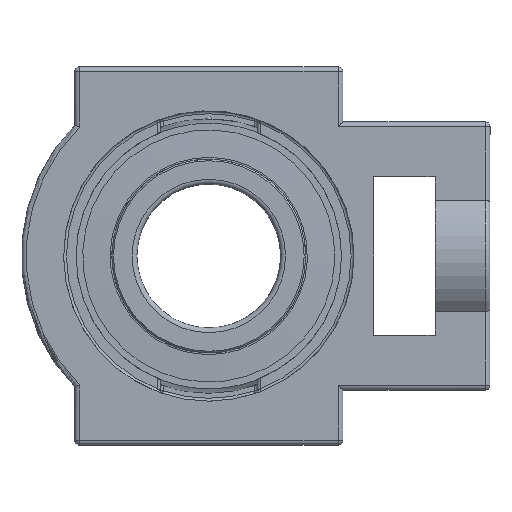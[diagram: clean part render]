
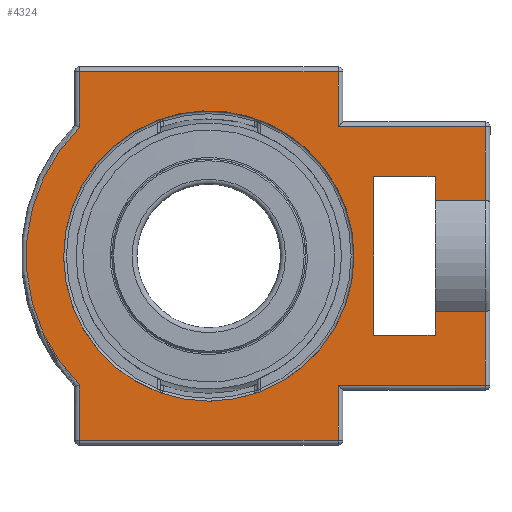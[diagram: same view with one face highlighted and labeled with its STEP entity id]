
A CAD part, left-side view. The second image highlights one B-rep face of the part: STEP entity #4324.
In plain terms, the highlighted face is planar.
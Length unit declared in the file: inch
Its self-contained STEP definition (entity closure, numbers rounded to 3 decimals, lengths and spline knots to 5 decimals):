
#975=VECTOR('',#5056,1.);
#1009=VECTOR('',#5207,1.);
#1010=VECTOR('',#5210,1.);
#1013=VECTOR('',#5220,1.);
#1014=VECTOR('',#5225,1.);
#1016=VECTOR('',#5234,1.);
#1021=VECTOR('',#5245,1.);
#1025=VECTOR('',#5255,1.);
#1028=VECTOR('',#5264,1.);
#1033=VECTOR('',#5275,1.);
#1040=VECTOR('',#5289,1.);
#1041=VECTOR('',#5290,1.);
#1042=VECTOR('',#5291,1.);
#1043=VECTOR('',#5292,1.);
#1044=VECTOR('',#5293,1.);
#1045=VECTOR('',#5294,1.);
#1210=LINE('',#6469,#975);
#1244=LINE('',#6664,#1009);
#1245=LINE('',#6681,#1010);
#1248=LINE('',#6689,#1013);
#1249=LINE('',#6693,#1014);
#1251=LINE('',#6715,#1016);
#1256=LINE('',#6725,#1021);
#1260=LINE('',#6734,#1025);
#1263=LINE('',#6742,#1028);
#1268=LINE('',#6769,#1033);
#1275=LINE('',#6802,#1040);
#1276=LINE('',#6804,#1041);
#1277=LINE('',#6806,#1042);
#1278=LINE('',#6808,#1043);
#1279=LINE('',#6810,#1044);
#1280=LINE('',#6813,#1045);
#1530=PLANE('',#4653);
#1629=VERTEX_POINT('',#6434);
#1632=VERTEX_POINT('',#6443);
#1634=VERTEX_POINT('',#6448);
#1638=VERTEX_POINT('',#6457);
#1640=VERTEX_POINT('',#6462);
#1643=VERTEX_POINT('',#6470);
#1644=VERTEX_POINT('',#6474);
#1647=VERTEX_POINT('',#6481);
#1689=VERTEX_POINT('',#6665);
#1691=VERTEX_POINT('',#6690);
#1692=VERTEX_POINT('',#6694);
#1700=VERTEX_POINT('',#6743);
#1705=VERTEX_POINT('',#6770);
#1712=VERTEX_POINT('',#6803);
#1713=VERTEX_POINT('',#6805);
#1714=VERTEX_POINT('',#6807);
#1715=VERTEX_POINT('',#6809);
#1716=VERTEX_POINT('',#6811);
#1717=VERTEX_POINT('',#6812);
#1970=CIRCLE('',#4546,1.76848);
#2021=CIRCLE('',#4650,2.22441);
#2187=EDGE_CURVE('',#1629,#1629,#1970,.T.);
#2201=EDGE_CURVE('',#1640,#1643,#1210,.T.);
#2272=EDGE_CURVE('',#1647,#1689,#1244,.T.);
#2274=EDGE_CURVE('',#1643,#1647,#1245,.T.);
#2279=EDGE_CURVE('',#1644,#1691,#1248,.T.);
#2281=EDGE_CURVE('',#1692,#1644,#1249,.T.);
#2286=EDGE_CURVE('',#1691,#1638,#1251,.T.);
#2292=EDGE_CURVE('',#1634,#1640,#1256,.T.);
#2297=EDGE_CURVE('',#1638,#1632,#1260,.T.);
#2301=EDGE_CURVE('',#1700,#1634,#1263,.T.);
#2308=EDGE_CURVE('',#1632,#1705,#1268,.T.);
#2310=EDGE_CURVE('',#1705,#1700,#2021,.T.);
#2319=EDGE_CURVE('',#1692,#1712,#1275,.T.);
#2320=EDGE_CURVE('',#1713,#1712,#1276,.T.);
#2321=EDGE_CURVE('',#1714,#1713,#1277,.T.);
#2322=EDGE_CURVE('',#1715,#1714,#1278,.T.);
#2323=EDGE_CURVE('',#1716,#1715,#1279,.T.);
#2324=EDGE_CURVE('',#1717,#1716,#1276,.T.);
#2325=EDGE_CURVE('',#1717,#1689,#1280,.T.);
#2986=ORIENTED_EDGE('',*,*,#2272,.F.);
#2987=ORIENTED_EDGE('',*,*,#2274,.F.);
#2988=ORIENTED_EDGE('',*,*,#2201,.F.);
#2989=ORIENTED_EDGE('',*,*,#2292,.F.);
#2990=ORIENTED_EDGE('',*,*,#2301,.F.);
#2991=ORIENTED_EDGE('',*,*,#2310,.F.);
#2992=ORIENTED_EDGE('',*,*,#2308,.F.);
#2993=ORIENTED_EDGE('',*,*,#2297,.F.);
#2994=ORIENTED_EDGE('',*,*,#2286,.F.);
#2995=ORIENTED_EDGE('',*,*,#2279,.F.);
#2996=ORIENTED_EDGE('',*,*,#2281,.F.);
#2997=ORIENTED_EDGE('',*,*,#2319,.T.);
#2998=ORIENTED_EDGE('',*,*,#2320,.F.);
#2999=ORIENTED_EDGE('',*,*,#2321,.F.);
#3000=ORIENTED_EDGE('',*,*,#2322,.F.);
#3001=ORIENTED_EDGE('',*,*,#2323,.F.);
#3002=ORIENTED_EDGE('',*,*,#2324,.F.);
#3003=ORIENTED_EDGE('',*,*,#2325,.T.);
#3004=ORIENTED_EDGE('',*,*,#2187,.T.);
#3777=EDGE_LOOP('',(#2986,#2987,#2988,#2989,#2990,#2991,#2992,#2993,#2994,
#2995,#2996,#2997,#2998,#2999,#3000,#3001,#3002,#3003));
#3778=EDGE_LOOP('',(#3004));
#4050=FACE_BOUND('',#3777,.T.);
#4051=FACE_BOUND('',#3778,.T.);
#4324=ADVANCED_FACE('',(#4050,#4051),#1530,.T.);
#4546=AXIS2_PLACEMENT_3D('',#6433,#5016,#5017);
#4650=AXIS2_PLACEMENT_3D('',#6786,#5277,#5278);
#4653=AXIS2_PLACEMENT_3D('',#6801,#5288,$);
#5016=DIRECTION('',(0.,0.,-1.));
#5017=DIRECTION('',(0.,1.768,0.));
#5056=DIRECTION('',(-1.,0.,0.));
#5207=DIRECTION('',(-1.,0.,0.));
#5210=DIRECTION('',(0.,-1.,0.));
#5220=DIRECTION('',(0.,1.,0.));
#5225=DIRECTION('',(-1.,0.,0.));
#5234=DIRECTION('',(-1.,0.,0.));
#5245=DIRECTION('',(0.,-1.,0.));
#5255=DIRECTION('',(0.,1.,0.));
#5264=DIRECTION('',(1.,0.,0.));
#5275=DIRECTION('',(1.,0.,0.));
#5277=DIRECTION('',(0.,0.,-1.));
#5278=DIRECTION('',(0.,2.224,0.));
#5288=DIRECTION('',(0.,0.,1.));
#5289=DIRECTION('',(0.,1.,0.));
#5290=DIRECTION('',(1.,0.,0.));
#5291=DIRECTION('',(0.,-1.,0.));
#5292=DIRECTION('',(-1.,0.,0.));
#5293=DIRECTION('',(0.,1.,0.));
#5294=DIRECTION('',(0.,-1.,0.));
#6433=CARTESIAN_POINT('',(0.,0.,0.68898));
#6434=CARTESIAN_POINT('',(0.,-1.76848,0.68898));
#6443=CARTESIAN_POINT('',(-2.24409,1.5748,0.68898));
#6448=CARTESIAN_POINT('',(2.24409,1.5748,0.68898));
#6457=CARTESIAN_POINT('',(-2.24409,-1.5748,0.68898));
#6462=CARTESIAN_POINT('',(2.24409,-1.5748,0.68898));
#6469=CARTESIAN_POINT('',(0.48028,-1.5748,0.68898));
#6470=CARTESIAN_POINT('',(1.5748,-1.5748,0.68898));
#6474=CARTESIAN_POINT('',(-1.5748,-3.36614,0.68898));
#6481=CARTESIAN_POINT('',(1.5748,-3.36614,0.68898));
#6664=CARTESIAN_POINT('',(-0.91243,-3.36614,0.68898));
#6665=CARTESIAN_POINT('',(0.67506,-3.36614,0.68898));
#6681=CARTESIAN_POINT('',(1.5748,-1.67377,0.68898));
#6689=CARTESIAN_POINT('',(-1.5748,-1.67377,0.68898));
#6690=CARTESIAN_POINT('',(-1.5748,-1.5748,0.68898));
#6693=CARTESIAN_POINT('',(-0.91243,-3.36614,0.68898));
#6694=CARTESIAN_POINT('',(-0.67506,-3.36614,0.68898));
#6715=CARTESIAN_POINT('',(-1.48822,-1.5748,0.68898));
#6725=CARTESIAN_POINT('',(2.24409,-0.40901,0.68898));
#6734=CARTESIAN_POINT('',(-2.24409,-0.40901,0.68898));
#6742=CARTESIAN_POINT('',(0.47062,1.5748,0.68898));
#6743=CARTESIAN_POINT('',(1.57098,1.5748,0.68898));
#6769=CARTESIAN_POINT('',(-1.47856,1.5748,0.68898));
#6770=CARTESIAN_POINT('',(-1.57098,1.5748,0.68898));
#6786=CARTESIAN_POINT('',(0.,0.,0.68898));
#6801=CARTESIAN_POINT('',(-1.00794,-0.81801,0.68898));
#6802=CARTESIAN_POINT('',(-0.67506,-3.09055,0.68898));
#6803=CARTESIAN_POINT('',(-0.67506,-2.75591,0.68898));
#6804=CARTESIAN_POINT('',(-0.96457,-2.75591,0.68898));
#6805=CARTESIAN_POINT('',(-0.96457,-2.75591,0.68898));
#6806=CARTESIAN_POINT('',(-0.96457,-2.00787,0.68898));
#6807=CARTESIAN_POINT('',(-0.96457,-2.00787,0.68898));
#6808=CARTESIAN_POINT('',(0.,-2.00787,0.68898));
#6809=CARTESIAN_POINT('',(0.96457,-2.00787,0.68898));
#6810=CARTESIAN_POINT('',(0.96457,-2.00787,0.68898));
#6811=CARTESIAN_POINT('',(0.96457,-2.75591,0.68898));
#6812=CARTESIAN_POINT('',(0.67506,-2.75591,0.68898));
#6813=CARTESIAN_POINT('',(0.67506,-3.09055,0.68898));
